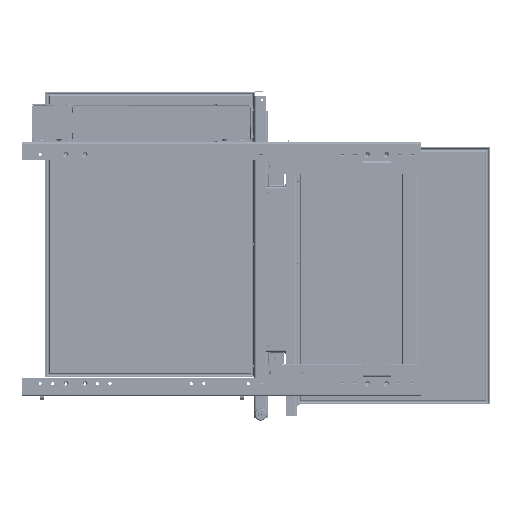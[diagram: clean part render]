
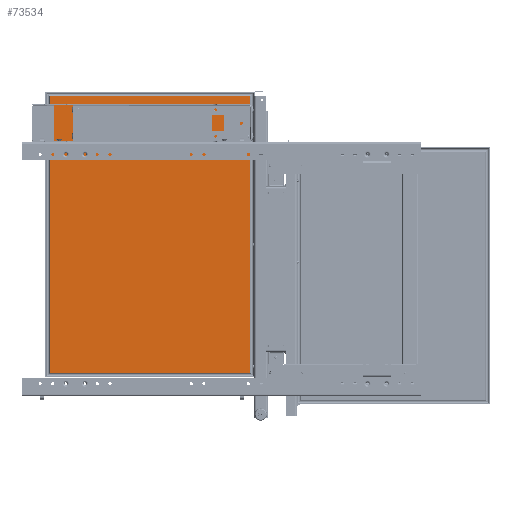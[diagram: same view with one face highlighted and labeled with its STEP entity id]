
A CAD part, left-side view. The second image highlights one B-rep face of the part: STEP entity #73534.
In plain terms, the highlighted face is planar.
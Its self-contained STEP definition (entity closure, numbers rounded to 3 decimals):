
#4105=PLANE('',#80571);
#8026=FACE_OUTER_BOUND('',#12676,.T.);
#12676=EDGE_LOOP('',(#64133,#64134,#64135,#64136));
#22426=LINE('',#216199,#28572);
#22429=LINE('',#216204,#28575);
#22436=LINE('',#216218,#28582);
#22437=LINE('',#216220,#28583);
#28572=VECTOR('',#99068,10.);
#28575=VECTOR('',#99073,10.);
#28582=VECTOR('',#99086,10.);
#28583=VECTOR('',#99089,10.);
#34596=VERTEX_POINT('',#216196);
#34597=VERTEX_POINT('',#216198);
#34598=VERTEX_POINT('',#216202);
#34602=VERTEX_POINT('',#216216);
#44461=EDGE_CURVE('',#34596,#34597,#22426,.F.);
#44464=EDGE_CURVE('',#34598,#34596,#22429,.F.);
#44471=EDGE_CURVE('',#34602,#34598,#22436,.F.);
#44472=EDGE_CURVE('',#34597,#34602,#22437,.F.);
#64133=ORIENTED_EDGE('',*,*,#44461,.F.);
#64134=ORIENTED_EDGE('',*,*,#44464,.F.);
#64135=ORIENTED_EDGE('',*,*,#44471,.F.);
#64136=ORIENTED_EDGE('',*,*,#44472,.F.);
#73534=ADVANCED_FACE('',(#8026),#4105,.F.);
#80571=AXIS2_PLACEMENT_3D('',#216221,#99090,#99091);
#99068=DIRECTION('',(-1.,0.,0.));
#99073=DIRECTION('',(0.,0.,-1.));
#99086=DIRECTION('',(1.,0.,0.));
#99089=DIRECTION('',(0.,0.,1.));
#99090=DIRECTION('center_axis',(0.,1.,0.));
#99091=DIRECTION('ref_axis',(0.,0.,1.));
#216196=CARTESIAN_POINT('',(7.2,17.2,322.8));
#216198=CARTESIAN_POINT('',(442.8,17.2,322.8));
#216199=CARTESIAN_POINT('',(117.,17.2,322.8));
#216202=CARTESIAN_POINT('',(7.2,17.2,7.2));
#216204=CARTESIAN_POINT('',(7.2,17.2,87.));
#216216=CARTESIAN_POINT('',(442.8,17.2,7.2));
#216218=CARTESIAN_POINT('',(333.,17.2,7.2));
#216220=CARTESIAN_POINT('',(442.8,17.2,243.));
#216221=CARTESIAN_POINT('Origin',(225.,17.2,165.));
